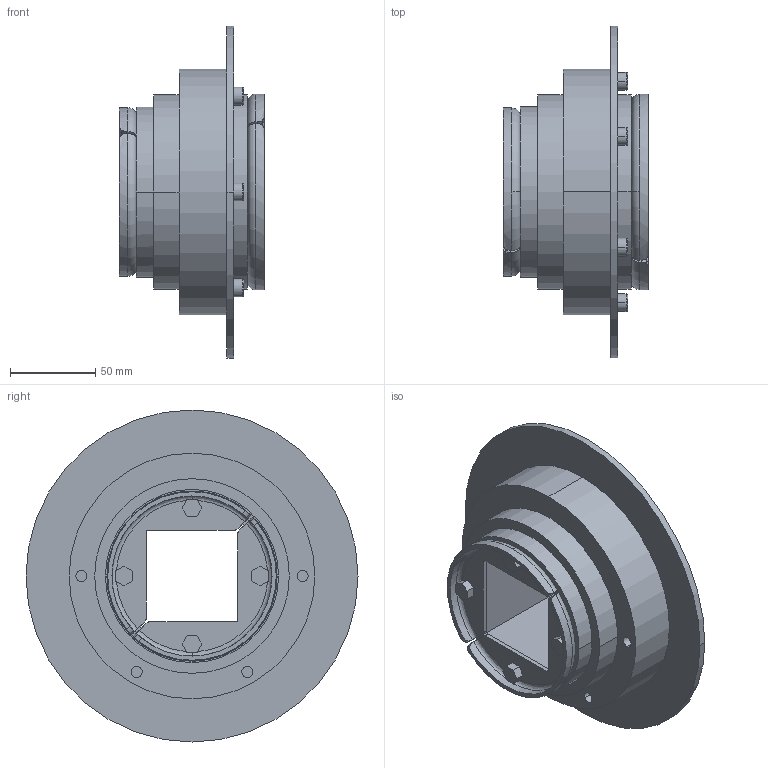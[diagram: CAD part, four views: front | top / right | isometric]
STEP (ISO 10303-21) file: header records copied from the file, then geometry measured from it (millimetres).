
FILE_DESCRIPTION((''),'2;1');
FILE_NAME('RX 100.stp','2004-01-13T13:34:04',('petor'),(''),'Autodesk Inventor 8','Autodesk Inventor 8','');
FILE_SCHEMA(('AUTOMOTIVE_DESIGN { 1 0 10303 214 1 1 1 1 }'));
Length unit declared in the file: millimetre
Products named in the file (3): Assembly6; SLX [Title [Summary]=SLFR-100][Comments [Summary]=Galvanized]; R 100
Assembly tree (2 placements, depth 2):
  Assembly6
    SLX [Title [Summary]=SLFR-100][Comments [Summary]=Galvanized]
    R 100
Bounding box: 85.2 x 195 x 195 mm (x, y, z)
Volume: 685768 mm3; surface area: 156006.3 mm2
Topology: 2 solids, 4 shells, 292 faces, 725 edges, 461 vertices
Faces by surface type: plane 164, cylinder 100, torus 20, bspline 8
Entity records: 9383 total; most frequent: CARTESIAN_POINT 2259, DIRECTION 1524, ORIENTED_EDGE 1450, EDGE_CURVE 725, AXIS2_PLACEMENT_3D 572, VERTEX_POINT 461, VECTOR 380, LINE 380
